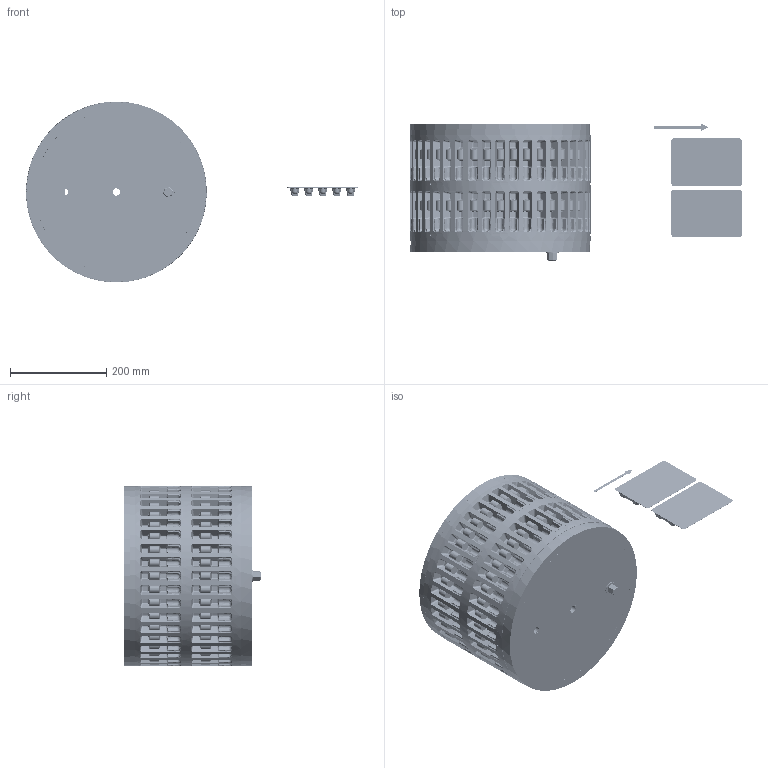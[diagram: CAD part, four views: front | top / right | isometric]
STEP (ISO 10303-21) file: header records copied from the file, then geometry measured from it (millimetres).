
FILE_DESCRIPTION(('FreeCAD Model'),'2;1');
FILE_NAME('Open CASCADE Shape Model','2025-05-08T09:05:06',('FreeCAD'),( 'FreeCAD'),'Open CASCADE STEP processor 7.6','FreeCAD','Unknown');
FILE_SCHEMA(('AUTOMOTIVE_DESIGN { 1 0 10303 214 1 1 1 1 }'));
Products named in the file (1): Open CASCADE STEP translator 7.6 1
Bounding box: 690.85 x 285.32 x 375.98 mm (x, y, z)
Volume: 14600354.3 mm3; surface area: 2322733.5 mm2
Topology: 8 solids, 11 shells, 7894 faces, 19776 edges, 11922 vertices
Faces by surface type: bspline 7894
Entity records: 606014 total; most frequent: CARTESIAN_POINT 497311, ORIENTED_EDGE 38946, EDGE_CURVE 19479, VERTEX_POINT 11920, B_SPLINE_CURVE_WITH_KNOTS 10891, FACE_BOUND 8341, EDGE_LOOP 8341, ADVANCED_FACE 7894
